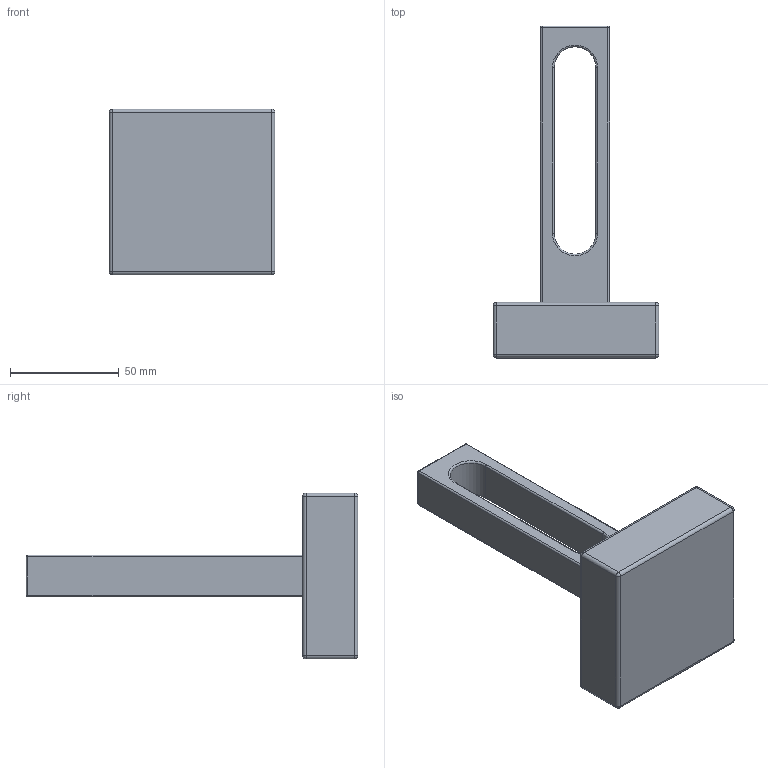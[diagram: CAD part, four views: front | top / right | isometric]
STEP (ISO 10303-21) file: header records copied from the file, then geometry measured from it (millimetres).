
FILE_DESCRIPTION(/* description */ (''),/* implementation_level */ '2;1');
FILE_NAME(/* name */ 'Puzzle_Assy.stp',/* time_stamp */ '2017-12-03T18:35:22-05:00',/* author */ ('Mark'),/* organization */ (''),/* preprocessor_version */ 'ST-DEVELOPER v16.1',/* originating_system */ 'Autodesk Inventor 2016',/* authorisation */ '');
FILE_SCHEMA (('AUTOMOTIVE_DESIGN { 1 0 10303 214 3 1 1 }'));
Length unit declared in the file: inch
Products named in the file (4): Base; Base_Pin; upright; Puzzle_Assy
Assembly tree (3 placements, depth 2):
  Puzzle_Assy
    Base
    Base_Pin
    upright
Bounding box: 76.2 x 152.4 x 76.2 mm (x, y, z)
Volume: 190333.8 mm3; surface area: 35359.1 mm2
Topology: 3 solids, 3 shells, 63 faces, 125 edges, 68 vertices
Faces by surface type: cylinder 29, plane 16, sphere 12, torus 4, cone 2
Full cylindrical faces by diameter (mm): 9.525 x3
Entity records: 1656 total; most frequent: DIRECTION 320, CARTESIAN_POINT 254, ORIENTED_EDGE 236, AXIS2_PLACEMENT_3D 132, EDGE_CURVE 118, EDGE_LOOP 70, VERTEX_POINT 66, FACE_OUTER_BOUND 63
